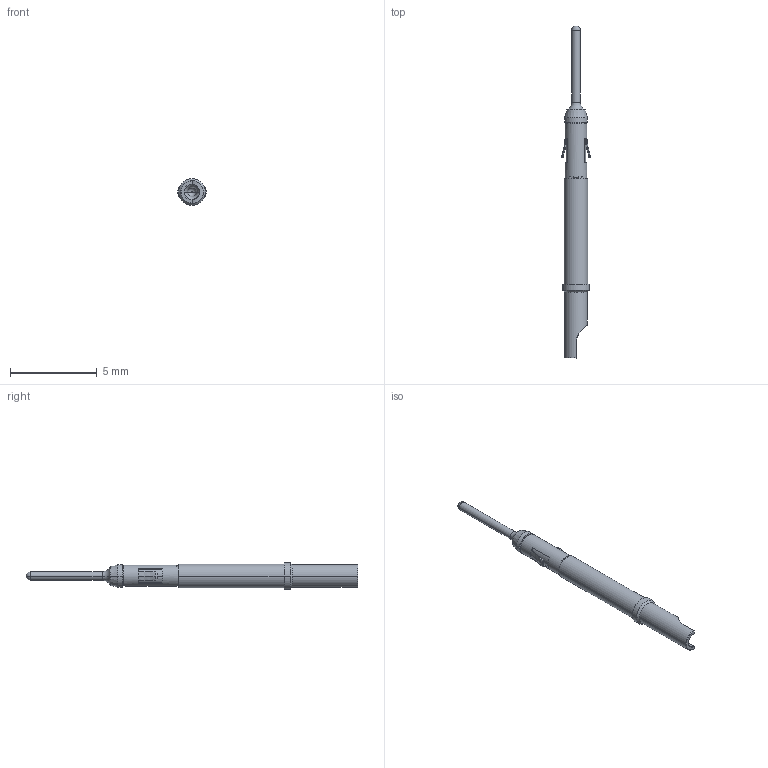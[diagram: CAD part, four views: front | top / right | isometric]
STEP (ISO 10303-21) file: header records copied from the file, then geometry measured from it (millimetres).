
FILE_DESCRIPTION (( 'STEP AP214' ), '1' );
FILE_NAME ('C-ICS50 A1 P2S5.STEP', '2014-06-17T11:19:27', ( 'Authorized User' ), ( '' ), 'SwSTEP 2.0', 'SolidWorks 2014', '' );
FILE_SCHEMA (( 'AUTOMOTIVE_DESIGN' ));
Length unit declared in the file: inch
Products named in the file (1): C-ICS50 A1 P2S5
Bounding box: 1.65 x 19.17 x 1.55 mm (x, y, z)
Surface area: 83.1 mm2 (no closed solid volume)
Topology: 0 solids, 2 shells, 78 faces, 200 edges, 125 vertices
Faces by surface type: plane 26, cylinder 20, bspline 18, cone 10, torus 2, sphere 2
Entity records: 5111 total; most frequent: CARTESIAN_POINT 2302, ORIENTED_EDGE 356, DIRECTION 349, EDGE_CURVE 196, AXIS2_PLACEMENT_3D 128, VERTEX_POINT 123, VECTOR 93, LINE 93
